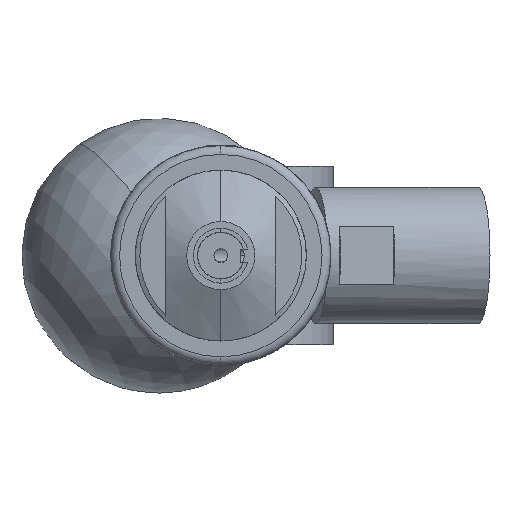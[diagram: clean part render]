
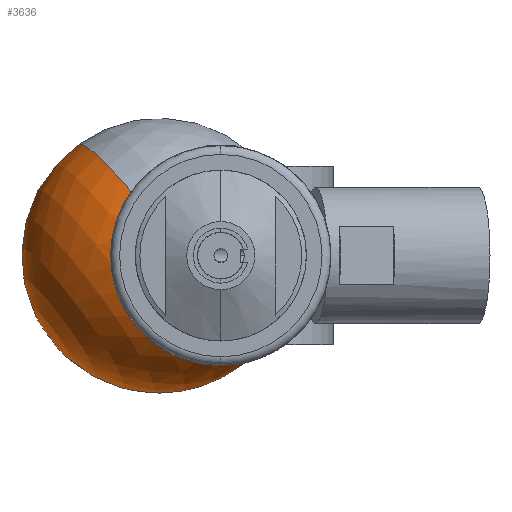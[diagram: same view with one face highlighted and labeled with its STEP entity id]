
A CAD part, left-side view. The second image highlights one B-rep face of the part: STEP entity #3636.
In plain terms, the highlighted spherical face has radius 15.875 mm.
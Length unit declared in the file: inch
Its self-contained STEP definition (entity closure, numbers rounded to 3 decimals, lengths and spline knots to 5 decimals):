
#14 = VERTEX_POINT ( 'NONE', #658 ) ;
#552 = DIRECTION ( 'NONE',  ( 0.127, -0.801, 0.585 ) ) ;
#653 = DIRECTION ( 'NONE',  ( 0.127, -0.801, 0.585 ) ) ;
#658 = CARTESIAN_POINT ( 'NONE',  ( 7.78472, 0.37782, 0. ) ) ;
#890 = EDGE_CURVE ( 'NONE', #6555, #4018, #4332, .T. ) ;
#2202 = EDGE_CURVE ( 'NONE', #4018, #6161, #12853, .T. ) ;
#2576 = ORIENTED_EDGE ( 'NONE', *, *, #890, .T. ) ;
#3153 = ORIENTED_EDGE ( 'NONE', *, *, #14246, .F. ) ;
#3272 = DIRECTION ( 'NONE',  ( 0., -0.59, -0.808 ) ) ;
#3631 = AXIS2_PLACEMENT_3D ( 'NONE', #7555, #10879, #13050 ) ;
#3636 = ADVANCED_FACE ( 'NONE', ( #10504 ), #6155, .T. ) ;
#4018 = VERTEX_POINT ( 'NONE', #9307 ) ;
#4053 = AXIS2_PLACEMENT_3D ( 'NONE', #13201, #8883, #3272 ) ;
#4280 = AXIS2_PLACEMENT_3D ( 'NONE', #9335, #10264, #552 ) ;
#4323 = CARTESIAN_POINT ( 'NONE',  ( 6.62453, 0.04597, -0.20274 ) ) ;
#4332 = CIRCLE ( 'NONE', #3631, 0.25 ) ;
#4635 = AXIS2_PLACEMENT_3D ( 'NONE', #10576, #653, #5076 ) ;
#4844 = ORIENTED_EDGE ( 'NONE', *, *, #5381, .T. ) ;
#5076 = DIRECTION ( 'NONE',  ( 0.092, -0.578, -0.811 ) ) ;
#5381 = EDGE_CURVE ( 'NONE', #14, #6555, #11065, .T. ) ;
#5495 = ORIENTED_EDGE ( 'NONE', *, *, #2202, .T. ) ;
#6155 = SPHERICAL_SURFACE ( 'NONE', #4635, 0.625 ) ;
#6161 = VERTEX_POINT ( 'NONE', #7641 ) ;
#6555 = VERTEX_POINT ( 'NONE', #4323 ) ;
#7555 = CARTESIAN_POINT ( 'NONE',  ( 6.60165, 0.19044, 0. ) ) ;
#7641 = CARTESIAN_POINT ( 'NONE',  ( 6.57877, 0.3349, 0.20274 ) ) ;
#8883 = DIRECTION ( 'NONE',  ( 0.127, -0.801, 0.585 ) ) ;
#9307 = CARTESIAN_POINT ( 'NONE',  ( 6.56993, 0.39068, -0.14627 ) ) ;
#9335 = CARTESIAN_POINT ( 'NONE',  ( 6.60165, 0.19044, 0. ) ) ;
#9562 = DIRECTION ( 'NONE',  ( 0., 0.59, 0.808 ) ) ;
#10264 = DIRECTION ( 'NONE',  ( 0.988, 0.156, 0. ) ) ;
#10303 = CIRCLE ( 'NONE', #4053, 0.625 ) ;
#10421 = AXIS2_PLACEMENT_3D ( 'NONE', #11639, #10483, #9562 ) ;
#10483 = DIRECTION ( 'NONE',  ( -0.127, 0.801, -0.585 ) ) ;
#10504 = FACE_OUTER_BOUND ( 'NONE', #10694, .T. ) ;
#10576 = CARTESIAN_POINT ( 'NONE',  ( 7.16742, 0.28004, 0. ) ) ;
#10694 = EDGE_LOOP ( 'NONE', ( #3153, #4844, #2576, #5495 ) ) ;
#10879 = DIRECTION ( 'NONE',  ( 0.988, 0.156, 0. ) ) ;
#11065 = CIRCLE ( 'NONE', #10421, 0.625 ) ;
#11639 = CARTESIAN_POINT ( 'NONE',  ( 7.16742, 0.28004, 0. ) ) ;
#12853 = CIRCLE ( 'NONE', #4280, 0.25 ) ;
#13050 = DIRECTION ( 'NONE',  ( 0.127, -0.801, 0.585 ) ) ;
#13201 = CARTESIAN_POINT ( 'NONE',  ( 7.16742, 0.28004, 0. ) ) ;
#14246 = EDGE_CURVE ( 'NONE', #14, #6161, #10303, .T. ) ;
